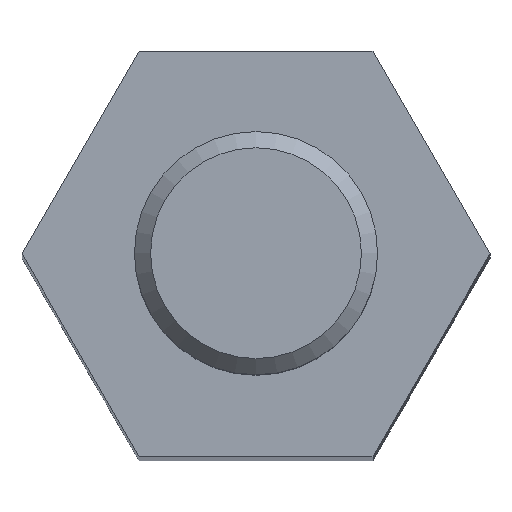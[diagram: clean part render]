
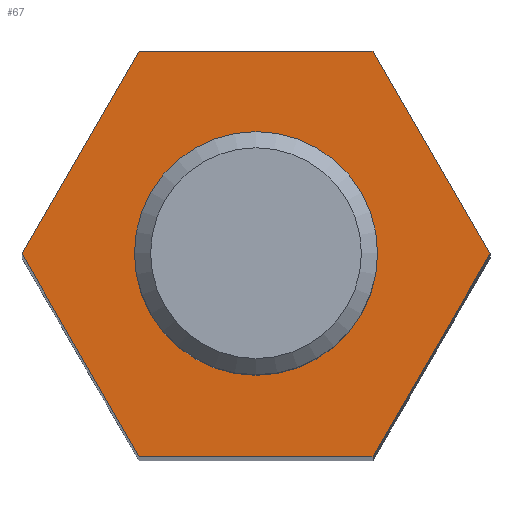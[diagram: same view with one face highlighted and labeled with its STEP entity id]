
A CAD part, top view. The second image highlights one B-rep face of the part: STEP entity #67.
In plain terms, the highlighted planar face has unit normal (0, 0, 1).
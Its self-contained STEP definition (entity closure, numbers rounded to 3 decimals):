
#67 = ADVANCED_FACE( '', ( #145, #146 ), #147, .T. );
#145 = FACE_BOUND( '', #239, .T. );
#146 = FACE_OUTER_BOUND( '', #240, .T. );
#147 = PLANE( '', #241 );
#239 = EDGE_LOOP( '', ( #363 ) );
#240 = EDGE_LOOP( '', ( #364, #365, #366, #367, #368, #369 ) );
#241 = AXIS2_PLACEMENT_3D( '', #370, #371, #372 );
#363 = ORIENTED_EDGE( '', *, *, #514, .T. );
#364 = ORIENTED_EDGE( '', *, *, #515, .T. );
#365 = ORIENTED_EDGE( '', *, *, #504, .T. );
#366 = ORIENTED_EDGE( '', *, *, #511, .T. );
#367 = ORIENTED_EDGE( '', *, *, #489, .T. );
#368 = ORIENTED_EDGE( '', *, *, #516, .T. );
#369 = ORIENTED_EDGE( '', *, *, #517, .T. );
#370 = CARTESIAN_POINT( '', ( 0., 0., 60. ) );
#371 = DIRECTION( '', ( 0., 0., 1. ) );
#372 = DIRECTION( '', ( 1., 0., 0. ) );
#489 = EDGE_CURVE( '', #562, #560, #563, .T. );
#504 = EDGE_CURVE( '', #587, #585, #588, .T. );
#511 = EDGE_CURVE( '', #585, #562, #598, .T. );
#514 = EDGE_CURVE( '', #601, #601, #602, .F. );
#515 = EDGE_CURVE( '', #603, #587, #604, .T. );
#516 = EDGE_CURVE( '', #560, #605, #606, .T. );
#517 = EDGE_CURVE( '', #605, #603, #607, .T. );
#560 = VERTEX_POINT( '', #676 );
#562 = VERTEX_POINT( '', #679 );
#563 = LINE( '', #680, #681 );
#585 = VERTEX_POINT( '', #723 );
#587 = VERTEX_POINT( '', #726 );
#588 = LINE( '', #727, #728 );
#598 = LINE( '', #751, #752 );
#601 = VERTEX_POINT( '', #760 );
#602 = CIRCLE( '', #761, 2.792 );
#603 = VERTEX_POINT( '', #762 );
#604 = LINE( '', #763, #764 );
#605 = VERTEX_POINT( '', #765 );
#606 = LINE( '', #766, #767 );
#607 = LINE( '', #768, #769 );
#676 = CARTESIAN_POINT( '', ( 2.887, -5., 60. ) );
#679 = CARTESIAN_POINT( '', ( -2.887, -5., 60. ) );
#680 = CARTESIAN_POINT( '', ( -2.887, -5., 60. ) );
#681 = VECTOR( '', #832, 1000. );
#723 = CARTESIAN_POINT( '', ( -5.774, 0., 60. ) );
#726 = CARTESIAN_POINT( '', ( -2.887, 5., 60. ) );
#727 = CARTESIAN_POINT( '', ( -2.887, 5., 60. ) );
#728 = VECTOR( '', #850, 1000. );
#751 = CARTESIAN_POINT( '', ( -5.774, 0., 60. ) );
#752 = VECTOR( '', #855, 1000. );
#760 = CARTESIAN_POINT( '', ( 2.792, 0., 60. ) );
#761 = AXIS2_PLACEMENT_3D( '', #856, #857, #858 );
#762 = CARTESIAN_POINT( '', ( 2.887, 5., 60. ) );
#763 = CARTESIAN_POINT( '', ( 2.887, 5., 60. ) );
#764 = VECTOR( '', #859, 1000. );
#765 = CARTESIAN_POINT( '', ( 5.774, 0., 60. ) );
#766 = CARTESIAN_POINT( '', ( 2.887, -5., 60. ) );
#767 = VECTOR( '', #860, 1000. );
#768 = CARTESIAN_POINT( '', ( 5.774, 0., 60. ) );
#769 = VECTOR( '', #861, 1000. );
#832 = DIRECTION( '', ( 1., 0., 0. ) );
#850 = DIRECTION( '', ( -0.5, -0.866, 0. ) );
#855 = DIRECTION( '', ( 0.5, -0.866, 0. ) );
#856 = CARTESIAN_POINT( '', ( 0., 0., 60. ) );
#857 = DIRECTION( '', ( 0., 0., 1. ) );
#858 = DIRECTION( '', ( 1., 0., 0. ) );
#859 = DIRECTION( '', ( -1., 0., 0. ) );
#860 = DIRECTION( '', ( 0.5, 0.866, 0. ) );
#861 = DIRECTION( '', ( -0.5, 0.866, 0. ) );
